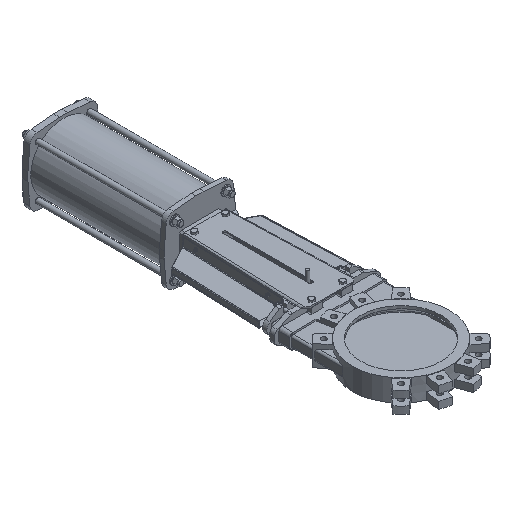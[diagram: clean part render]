
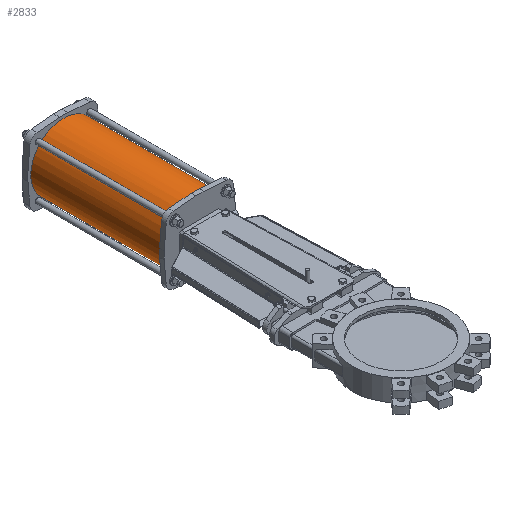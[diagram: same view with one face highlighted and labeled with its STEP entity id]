
A CAD part, isometric view. The second image highlights one B-rep face of the part: STEP entity #2833.
In plain terms, the highlighted cylindrical face has radius 105 mm (diameter 210 mm), a full revolution.
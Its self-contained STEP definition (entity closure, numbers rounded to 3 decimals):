
#2833 = ADVANCED_FACE( 'NONE', ( #5960, #5961 ), #5962, .T. );
#5960 = FACE_OUTER_BOUND( '', #9216, .T. );
#5961 = FACE_OUTER_BOUND( '', #9217, .T. );
#5962 = CYLINDRICAL_SURFACE( '', #9218, 105. );
#9216 = EDGE_LOOP( '', ( #18069 ) );
#9217 = EDGE_LOOP( '', ( #18070 ) );
#9218 = AXIS2_PLACEMENT_3D( '', #18071, #18072, #18073 );
#18069 = ORIENTED_EDGE( '', *, *, #20978, .F. );
#18070 = ORIENTED_EDGE( '', *, *, #20201, .T. );
#18071 = CARTESIAN_POINT( '', ( 0., 986.5, 0. ) );
#18072 = DIRECTION( '', ( 0., 1., 0. ) );
#18073 = DIRECTION( '', ( 0., 0., -1. ) );
#20201 = EDGE_CURVE( 'NONE', #24529, #24529, #24530, .T. );
#20978 = EDGE_CURVE( '', #25622, #25622, #25623, .T. );
#24529 = VERTEX_POINT( '', #31432 );
#24530 = CIRCLE( '', #31433, 105. );
#25622 = VERTEX_POINT( '', #33444 );
#25623 = CIRCLE( '', #33445, 105. );
#31432 = CARTESIAN_POINT( '', ( 0., 657.5, -105. ) );
#31433 = AXIS2_PLACEMENT_3D( '', #36984, #36985, #36986 );
#33444 = CARTESIAN_POINT( '', ( 104.614, 1078., -8.999 ) );
#33445 = AXIS2_PLACEMENT_3D( '', #37753, #37754, #37755 );
#36984 = CARTESIAN_POINT( '', ( 0., 657.5, 0. ) );
#36985 = DIRECTION( '', ( 0., 1., 0. ) );
#36986 = DIRECTION( '', ( 0., 0., -1. ) );
#37753 = CARTESIAN_POINT( '', ( 0., 1078., 0. ) );
#37754 = DIRECTION( '', ( 0., 1., 0. ) );
#37755 = DIRECTION( '', ( 0.996, 0., -0.086 ) );
